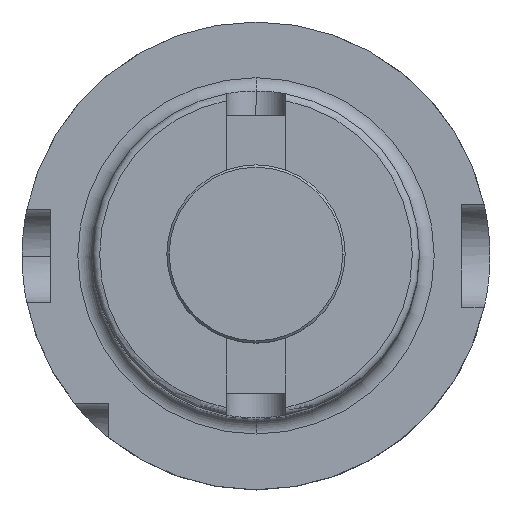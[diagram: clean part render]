
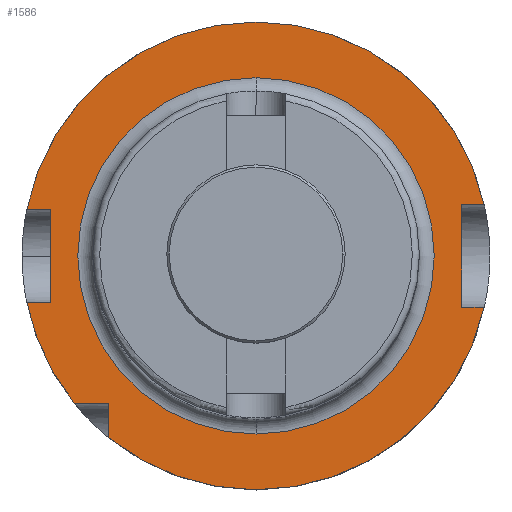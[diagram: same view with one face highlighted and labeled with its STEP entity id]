
A CAD part, top view. The second image highlights one B-rep face of the part: STEP entity #1586.
In plain terms, the highlighted planar face has unit normal (0, 0, 1).
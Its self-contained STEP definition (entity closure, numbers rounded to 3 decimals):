
#45 = DIRECTION ( 'NONE',  ( 1., 0., 0. ) ) ;
#84 = DIRECTION ( 'NONE',  ( 0., 1., 0. ) ) ;
#94 = CARTESIAN_POINT ( 'NONE',  ( 0., 38.095, 29. ) ) ;
#102 = VECTOR ( 'NONE', #3257, 1000. ) ;
#108 = LINE ( 'NONE', #132, #3155 ) ;
#132 = CARTESIAN_POINT ( 'NONE',  ( -44., -10., 29. ) ) ;
#219 = VERTEX_POINT ( 'NONE', #2408 ) ;
#228 = CARTESIAN_POINT ( 'NONE',  ( 0., 0., 29. ) ) ;
#303 = VERTEX_POINT ( 'NONE', #2531 ) ;
#320 = ORIENTED_EDGE ( 'NONE', *, *, #1976, .F. ) ;
#338 = EDGE_CURVE ( 'NONE', #815, #3144, #108, .T. ) ;
#429 = CARTESIAN_POINT ( 'NONE',  ( 0., 0., 29. ) ) ;
#430 = VERTEX_POINT ( 'NONE', #3225 ) ;
#467 = DIRECTION ( 'NONE',  ( 0., 0., -1. ) ) ;
#499 = EDGE_CURVE ( 'NONE', #1029, #2390, #612, .T. ) ;
#584 = CARTESIAN_POINT ( 'NONE',  ( 0., 0., 29. ) ) ;
#611 = EDGE_CURVE ( 'NONE', #219, #3108, #1683, .T. ) ;
#612 = CIRCLE ( 'NONE', #1743, 50. ) ;
#634 = CARTESIAN_POINT ( 'NONE',  ( 0., 0., 29. ) ) ;
#655 = DIRECTION ( 'NONE',  ( 0., -1., 0. ) ) ;
#657 = EDGE_CURVE ( 'NONE', #815, #1029, #2881, .T. ) ;
#711 = CARTESIAN_POINT ( 'NONE',  ( -44., 10., 29. ) ) ;
#757 = DIRECTION ( 'NONE',  ( 0., -1., 0. ) ) ;
#759 = VERTEX_POINT ( 'NONE', #2418 ) ;
#787 = ORIENTED_EDGE ( 'NONE', *, *, #2316, .F. ) ;
#815 = VERTEX_POINT ( 'NONE', #711 ) ;
#853 = CIRCLE ( 'NONE', #1952, 38.095 ) ;
#886 = DIRECTION ( 'NONE',  ( 0., 1., 0. ) ) ;
#991 = CARTESIAN_POINT ( 'NONE',  ( -44., -10., 29. ) ) ;
#996 = CIRCLE ( 'NONE', #2621, 38.095 ) ;
#1029 = VERTEX_POINT ( 'NONE', #3307 ) ;
#1057 = AXIS2_PLACEMENT_3D ( 'NONE', #634, #3006, #1242 ) ;
#1091 = FACE_OUTER_BOUND ( 'NONE', #3691, .T. ) ;
#1163 = ORIENTED_EDGE ( 'NONE', *, *, #2191, .T. ) ;
#1169 = AXIS2_PLACEMENT_3D ( 'NONE', #429, #467, #1650 ) ;
#1217 = CARTESIAN_POINT ( 'NONE',  ( 0., -11., 29. ) ) ;
#1240 = ORIENTED_EDGE ( 'NONE', *, *, #657, .F. ) ;
#1242 = DIRECTION ( 'NONE',  ( 0., 1., 0. ) ) ;
#1303 = ORIENTED_EDGE ( 'NONE', *, *, #3638, .T. ) ;
#1317 = CARTESIAN_POINT ( 'NONE',  ( 0., 50., 29. ) ) ;
#1351 = VERTEX_POINT ( 'NONE', #1853 ) ;
#1371 = DIRECTION ( 'NONE',  ( 0., -1., 0. ) ) ;
#1381 = PLANE ( 'NONE',  #1691 ) ;
#1392 = ORIENTED_EDGE ( 'NONE', *, *, #3068, .F. ) ;
#1480 = CARTESIAN_POINT ( 'NONE',  ( 44., -11., 29. ) ) ;
#1504 = CARTESIAN_POINT ( 'NONE',  ( 0., -31.5, 29. ) ) ;
#1513 = CARTESIAN_POINT ( 'NONE',  ( 0., -10., 29. ) ) ;
#1519 = DIRECTION ( 'NONE',  ( -1., 0., 0. ) ) ;
#1526 = ORIENTED_EDGE ( 'NONE', *, *, #2639, .T. ) ;
#1572 = LINE ( 'NONE', #1217, #3349 ) ;
#1586 = ADVANCED_FACE ( 'NONE', ( #1685, #1091 ), #1381, .T. ) ;
#1616 = VECTOR ( 'NONE', #1371, 1000. ) ;
#1645 = ORIENTED_EDGE ( 'NONE', *, *, #3722, .F. ) ;
#1650 = DIRECTION ( 'NONE',  ( 0., 1., 0. ) ) ;
#1668 = CARTESIAN_POINT ( 'NONE',  ( 0., 11., 29. ) ) ;
#1673 = VERTEX_POINT ( 'NONE', #3656 ) ;
#1683 = LINE ( 'NONE', #1504, #102 ) ;
#1685 = FACE_BOUND ( 'NONE', #3013, .T. ) ;
#1690 = CIRCLE ( 'NONE', #3729, 50. ) ;
#1691 = AXIS2_PLACEMENT_3D ( 'NONE', #1960, #3074, #757 ) ;
#1743 = AXIS2_PLACEMENT_3D ( 'NONE', #584, #2652, #886 ) ;
#1784 = VECTOR ( 'NONE', #3365, 1000. ) ;
#1823 = LINE ( 'NONE', #1668, #2651 ) ;
#1833 = ORIENTED_EDGE ( 'NONE', *, *, #3218, .F. ) ;
#1838 = CARTESIAN_POINT ( 'NONE',  ( 0., 0., 29. ) ) ;
#1853 = CARTESIAN_POINT ( 'NONE',  ( 48.775, -11., 29. ) ) ;
#1879 = CIRCLE ( 'NONE', #1057, 50. ) ;
#1952 = AXIS2_PLACEMENT_3D ( 'NONE', #3269, #3574, #655 ) ;
#1960 = CARTESIAN_POINT ( 'NONE',  ( 0., 34.925, 29. ) ) ;
#1976 = EDGE_CURVE ( 'NONE', #3108, #759, #1690, .T. ) ;
#2092 = ORIENTED_EDGE ( 'NONE', *, *, #3213, .T. ) ;
#2157 = CARTESIAN_POINT ( 'NONE',  ( -31.5, 34.925, 29. ) ) ;
#2173 = VERTEX_POINT ( 'NONE', #3311 ) ;
#2191 = EDGE_CURVE ( 'NONE', #303, #3703, #853, .T. ) ;
#2316 = EDGE_CURVE ( 'NONE', #1673, #430, #3157, .T. ) ;
#2390 = VERTEX_POINT ( 'NONE', #1317 ) ;
#2408 = CARTESIAN_POINT ( 'NONE',  ( -31.5, -31.5, 29. ) ) ;
#2418 = CARTESIAN_POINT ( 'NONE',  ( -48.99, -10., 29. ) ) ;
#2423 = DIRECTION ( 'NONE',  ( 0., 0., -1. ) ) ;
#2426 = CARTESIAN_POINT ( 'NONE',  ( -38.83, -31.5, 29. ) ) ;
#2484 = DIRECTION ( 'NONE',  ( 1., 0., 0. ) ) ;
#2531 = CARTESIAN_POINT ( 'NONE',  ( 0., -38.095, 29. ) ) ;
#2621 = AXIS2_PLACEMENT_3D ( 'NONE', #228, #3159, #3749 ) ;
#2639 = EDGE_CURVE ( 'NONE', #3703, #303, #996, .T. ) ;
#2651 = VECTOR ( 'NONE', #2484, 1000. ) ;
#2652 = DIRECTION ( 'NONE',  ( 0., 0., -1. ) ) ;
#2688 = VECTOR ( 'NONE', #1519, 1000. ) ;
#2702 = LINE ( 'NONE', #2157, #1784 ) ;
#2881 = LINE ( 'NONE', #3268, #2688 ) ;
#2926 = VECTOR ( 'NONE', #45, 1000. ) ;
#3006 = DIRECTION ( 'NONE',  ( 0., 0., -1. ) ) ;
#3013 = EDGE_LOOP ( 'NONE', ( #1163, #1526 ) ) ;
#3035 = EDGE_CURVE ( 'NONE', #759, #3144, #3791, .T. ) ;
#3068 = EDGE_CURVE ( 'NONE', #1351, #3325, #1879, .T. ) ;
#3074 = DIRECTION ( 'NONE',  ( 0., 0., 1. ) ) ;
#3108 = VERTEX_POINT ( 'NONE', #2426 ) ;
#3120 = ORIENTED_EDGE ( 'NONE', *, *, #338, .T. ) ;
#3144 = VERTEX_POINT ( 'NONE', #991 ) ;
#3155 = VECTOR ( 'NONE', #3354, 1000. ) ;
#3157 = LINE ( 'NONE', #1480, #1616 ) ;
#3159 = DIRECTION ( 'NONE',  ( 0., 0., -1. ) ) ;
#3213 = EDGE_CURVE ( 'NONE', #1673, #2173, #1823, .T. ) ;
#3218 = EDGE_CURVE ( 'NONE', #2390, #2173, #3292, .T. ) ;
#3225 = CARTESIAN_POINT ( 'NONE',  ( 44., -11., 29. ) ) ;
#3257 = DIRECTION ( 'NONE',  ( -1., 0., 0. ) ) ;
#3263 = ORIENTED_EDGE ( 'NONE', *, *, #499, .F. ) ;
#3268 = CARTESIAN_POINT ( 'NONE',  ( 0., 10., 29. ) ) ;
#3269 = CARTESIAN_POINT ( 'NONE',  ( 0., 0., 29. ) ) ;
#3292 = CIRCLE ( 'NONE', #1169, 50. ) ;
#3307 = CARTESIAN_POINT ( 'NONE',  ( -48.99, 10., 29. ) ) ;
#3311 = CARTESIAN_POINT ( 'NONE',  ( 48.775, 11., 29. ) ) ;
#3325 = VERTEX_POINT ( 'NONE', #3479 ) ;
#3349 = VECTOR ( 'NONE', #3590, 1000. ) ;
#3354 = DIRECTION ( 'NONE',  ( 0., -1., 0. ) ) ;
#3365 = DIRECTION ( 'NONE',  ( 0., 1., 0. ) ) ;
#3368 = ORIENTED_EDGE ( 'NONE', *, *, #3035, .F. ) ;
#3479 = CARTESIAN_POINT ( 'NONE',  ( -31.5, -38.83, 29. ) ) ;
#3574 = DIRECTION ( 'NONE',  ( 0., 0., -1. ) ) ;
#3590 = DIRECTION ( 'NONE',  ( -1., 0., 0. ) ) ;
#3638 = EDGE_CURVE ( 'NONE', #1351, #430, #1572, .T. ) ;
#3656 = CARTESIAN_POINT ( 'NONE',  ( 44., 11., 29. ) ) ;
#3691 = EDGE_LOOP ( 'NONE', ( #3828, #1645, #1392, #1303, #787, #2092, #1833, #3263, #1240, #3120, #3368, #320 ) ) ;
#3703 = VERTEX_POINT ( 'NONE', #94 ) ;
#3722 = EDGE_CURVE ( 'NONE', #3325, #219, #2702, .T. ) ;
#3729 = AXIS2_PLACEMENT_3D ( 'NONE', #1838, #2423, #84 ) ;
#3749 = DIRECTION ( 'NONE',  ( 0., -1., 0. ) ) ;
#3791 = LINE ( 'NONE', #1513, #2926 ) ;
#3828 = ORIENTED_EDGE ( 'NONE', *, *, #611, .F. ) ;
